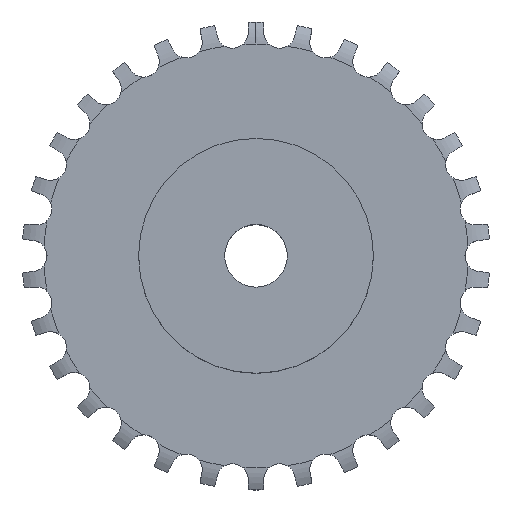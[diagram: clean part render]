
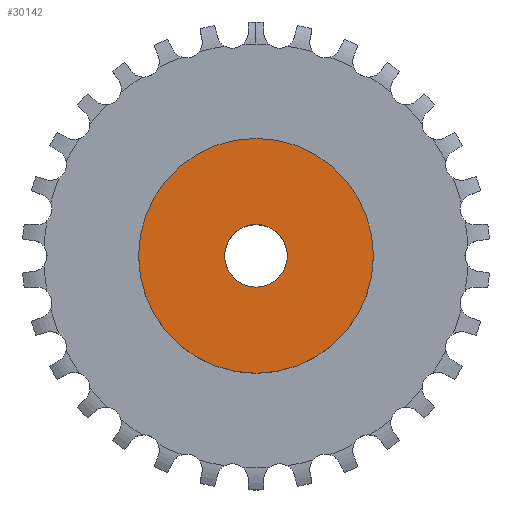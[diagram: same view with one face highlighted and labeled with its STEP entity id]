
A CAD part, top view. The second image highlights one B-rep face of the part: STEP entity #30142.
In plain terms, the highlighted planar face has unit normal (0, 0, 1).
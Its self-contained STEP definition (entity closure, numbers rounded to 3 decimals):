
#4930 = CYLINDRICAL_SURFACE('',#4931,4.);
#4931 = AXIS2_PLACEMENT_3D('',#4932,#4933,#4934);
#4932 = CARTESIAN_POINT('',(0.,0.,86.712));
#4933 = DIRECTION('',(0.,0.,1.));
#4934 = DIRECTION('',(1.,0.,-0.));
#8814 = CYLINDRICAL_SURFACE('',#8815,15.);
#8815 = AXIS2_PLACEMENT_3D('',#8816,#8817,#8818);
#8816 = CARTESIAN_POINT('',(0.,0.,0.));
#8817 = DIRECTION('',(-0.,-0.,-1.));
#8818 = DIRECTION('',(1.,0.,0.));
#24678 = EDGE_CURVE('',#24679,#24679,#24681,.T.);
#24679 = VERTEX_POINT('',#24680);
#24680 = CARTESIAN_POINT('',(4.,0.,13.7));
#24681 = SURFACE_CURVE('',#24682,(#24687,#24694),.PCURVE_S1.);
#24682 = CIRCLE('',#24683,4.);
#24683 = AXIS2_PLACEMENT_3D('',#24684,#24685,#24686);
#24684 = CARTESIAN_POINT('',(0.,0.,13.7));
#24685 = DIRECTION('',(0.,0.,1.));
#24686 = DIRECTION('',(1.,0.,-0.));
#24687 = PCURVE('',#4930,#24688);
#24688 = DEFINITIONAL_REPRESENTATION('',(#24689),#24693);
#24689 = LINE('',#24690,#24691);
#24690 = CARTESIAN_POINT('',(0.,-73.012));
#24691 = VECTOR('',#24692,1.);
#24692 = DIRECTION('',(1.,0.));
#24693 = ( GEOMETRIC_REPRESENTATION_CONTEXT(2) 
PARAMETRIC_REPRESENTATION_CONTEXT() REPRESENTATION_CONTEXT('2D SPACE',''
  ) );
#24694 = PCURVE('',#24695,#24700);
#24695 = PLANE('',#24696);
#24696 = AXIS2_PLACEMENT_3D('',#24697,#24698,#24699);
#24697 = CARTESIAN_POINT('',(0.,0.,13.7));
#24698 = DIRECTION('',(-0.,0.,1.));
#24699 = DIRECTION('',(0.,-1.,0.));
#24700 = DEFINITIONAL_REPRESENTATION('',(#24701),#24705);
#24701 = CIRCLE('',#24702,4.);
#24702 = AXIS2_PLACEMENT_2D('',#24703,#24704);
#24703 = CARTESIAN_POINT('',(0.,0.));
#24704 = DIRECTION('',(0.,1.));
#24705 = ( GEOMETRIC_REPRESENTATION_CONTEXT(2) 
PARAMETRIC_REPRESENTATION_CONTEXT() REPRESENTATION_CONTEXT('2D SPACE',''
  ) );
#28266 = VERTEX_POINT('',#28267);
#28267 = CARTESIAN_POINT('',(15.,0.,13.7));
#28288 = EDGE_CURVE('',#28266,#28266,#28289,.T.);
#28289 = SURFACE_CURVE('',#28290,(#28295,#28302),.PCURVE_S1.);
#28290 = CIRCLE('',#28291,15.);
#28291 = AXIS2_PLACEMENT_3D('',#28292,#28293,#28294);
#28292 = CARTESIAN_POINT('',(0.,0.,13.7));
#28293 = DIRECTION('',(0.,0.,1.));
#28294 = DIRECTION('',(1.,0.,0.));
#28295 = PCURVE('',#8814,#28296);
#28296 = DEFINITIONAL_REPRESENTATION('',(#28297),#28301);
#28297 = LINE('',#28298,#28299);
#28298 = CARTESIAN_POINT('',(-0.,-13.7));
#28299 = VECTOR('',#28300,1.);
#28300 = DIRECTION('',(-1.,0.));
#28301 = ( GEOMETRIC_REPRESENTATION_CONTEXT(2) 
PARAMETRIC_REPRESENTATION_CONTEXT() REPRESENTATION_CONTEXT('2D SPACE',''
  ) );
#28302 = PCURVE('',#24695,#28303);
#28303 = DEFINITIONAL_REPRESENTATION('',(#28304),#28308);
#28304 = CIRCLE('',#28305,15.);
#28305 = AXIS2_PLACEMENT_2D('',#28306,#28307);
#28306 = CARTESIAN_POINT('',(0.,0.));
#28307 = DIRECTION('',(0.,1.));
#28308 = ( GEOMETRIC_REPRESENTATION_CONTEXT(2) 
PARAMETRIC_REPRESENTATION_CONTEXT() REPRESENTATION_CONTEXT('2D SPACE',''
  ) );
#30142 = ADVANCED_FACE('',(#30143,#30146),#24695,.T.);
#30143 = FACE_BOUND('',#30144,.T.);
#30144 = EDGE_LOOP('',(#30145));
#30145 = ORIENTED_EDGE('',*,*,#28288,.T.);
#30146 = FACE_BOUND('',#30147,.T.);
#30147 = EDGE_LOOP('',(#30148));
#30148 = ORIENTED_EDGE('',*,*,#24678,.F.);
